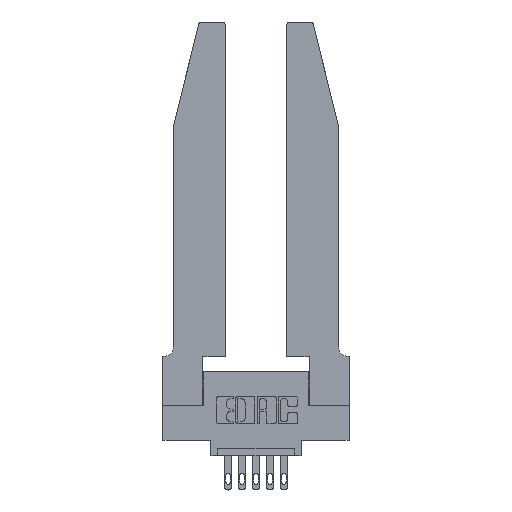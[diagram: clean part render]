
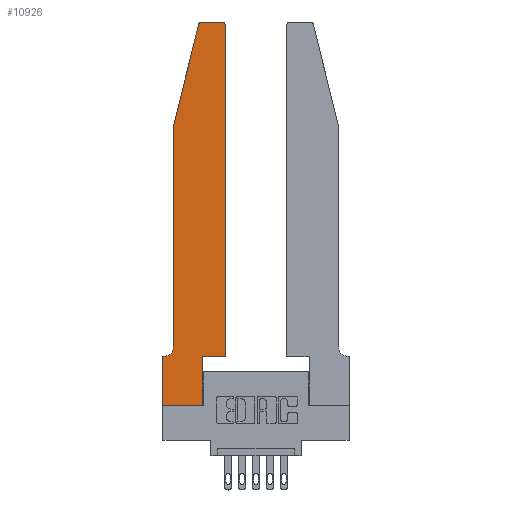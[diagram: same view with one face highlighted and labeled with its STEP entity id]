
A CAD part, top view. The second image highlights one B-rep face of the part: STEP entity #10926.
In plain terms, the highlighted planar face has unit normal (0, 0, 1).
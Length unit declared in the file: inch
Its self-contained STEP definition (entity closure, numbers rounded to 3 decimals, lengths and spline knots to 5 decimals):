
#16 = ORIENTED_EDGE ( 'NONE', *, *, #8113, .T. ) ;
#27 = ORIENTED_EDGE ( 'NONE', *, *, #5921, .T. ) ;
#238 = CARTESIAN_POINT ( 'NONE',  ( 0.2865, 0.35, 0.37 ) ) ;
#256 = CARTESIAN_POINT ( 'NONE',  ( 0.4505, 0.35, 0.37 ) ) ;
#300 = CARTESIAN_POINT ( 'NONE',  ( 0.4205, 2.75, 0.37 ) ) ;
#421 = EDGE_CURVE ( 'NONE', #5505, #9839, #1452, .T. ) ;
#453 = CARTESIAN_POINT ( 'NONE',  ( 0.0755, 2., 0.37 ) ) ;
#588 = EDGE_CURVE ( 'NONE', #13105, #3790, #9201, .T. ) ;
#1357 = LINE ( 'NONE', #4304, #8772 ) ;
#1452 = LINE ( 'NONE', #13360, #12293 ) ;
#1496 = ORIENTED_EDGE ( 'NONE', *, *, #588, .T. ) ;
#1577 = DIRECTION ( 'NONE',  ( 1., 0., 0. ) ) ;
#1626 = CARTESIAN_POINT ( 'NONE',  ( 0.4505, 2.72, 0.37 ) ) ;
#1782 = LINE ( 'NONE', #238, #3095 ) ;
#1787 = DIRECTION ( 'NONE',  ( 0., 0., 1. ) ) ;
#1887 = CARTESIAN_POINT ( 'NONE',  ( 0.4205, 2.72, 0.37 ) ) ;
#2134 = LINE ( 'NONE', #10033, #7716 ) ;
#2201 = VECTOR ( 'NONE', #1577, 39.37008 ) ;
#2265 = CARTESIAN_POINT ( 'NONE',  ( 0.4505, 0.35, 0.37 ) ) ;
#2686 = ORIENTED_EDGE ( 'NONE', *, *, #10622, .T. ) ;
#2739 = EDGE_CURVE ( 'NONE', #5974, #10528, #8740, .T. ) ;
#3035 = LINE ( 'NONE', #4088, #5168 ) ;
#3095 = VECTOR ( 'NONE', #8605, 39.37008 ) ;
#3415 = DIRECTION ( 'NONE',  ( 0., 1., 0. ) ) ;
#3785 = DIRECTION ( 'NONE',  ( 0., 0., 1. ) ) ;
#3790 = VERTEX_POINT ( 'NONE', #1626 ) ;
#4042 = VECTOR ( 'NONE', #10070, 39.37008 ) ;
#4066 = CARTESIAN_POINT ( 'NONE',  ( 0.284, 2.72, 0.37 ) ) ;
#4088 = CARTESIAN_POINT ( 'NONE',  ( 0.0755, 0.35, 0.37 ) ) ;
#4141 = FACE_OUTER_BOUND ( 'NONE', #12469, .T. ) ;
#4145 = ORIENTED_EDGE ( 'NONE', *, *, #13200, .T. ) ;
#4304 = CARTESIAN_POINT ( 'NONE',  ( 0.4505, 0.35, 0.37 ) ) ;
#4434 = EDGE_CURVE ( 'NONE', #5169, #10358, #2134, .T. ) ;
#4527 = DIRECTION ( 'NONE',  ( 1., 0., 0. ) ) ;
#4686 = LINE ( 'NONE', #6759, #4042 ) ;
#4904 = AXIS2_PLACEMENT_3D ( 'NONE', #1887, #1787, #11358 ) ;
#4964 = VERTEX_POINT ( 'NONE', #8732 ) ;
#5165 = ORIENTED_EDGE ( 'NONE', *, *, #10402, .T. ) ;
#5168 = VECTOR ( 'NONE', #13553, 39.37008 ) ;
#5169 = VERTEX_POINT ( 'NONE', #453 ) ;
#5447 = CARTESIAN_POINT ( 'NONE',  ( 0.0055, 0.42, 0.37 ) ) ;
#5505 = VERTEX_POINT ( 'NONE', #11441 ) ;
#5861 = CARTESIAN_POINT ( 'NONE',  ( 0.0755, 0.42, 0.37 ) ) ;
#5870 = PLANE ( 'NONE',  #11574 ) ;
#5921 = EDGE_CURVE ( 'NONE', #10528, #5169, #11269, .T. ) ;
#5974 = VERTEX_POINT ( 'NONE', #11202 ) ;
#5978 = LINE ( 'NONE', #10990, #2201 ) ;
#6056 = VECTOR ( 'NONE', #3415, 39.37008 ) ;
#6060 = DIRECTION ( 'NONE',  ( 0., -1., 0. ) ) ;
#6128 = ORIENTED_EDGE ( 'NONE', *, *, #9449, .T. ) ;
#6453 = EDGE_CURVE ( 'NONE', #10358, #4964, #10311, .T. ) ;
#6675 = CARTESIAN_POINT ( 'NONE',  ( 0.2865, 0.35, 0.37 ) ) ;
#6759 = CARTESIAN_POINT ( 'NONE',  ( 0.2605, 2.75, 0.37 ) ) ;
#7716 = VECTOR ( 'NONE', #7959, 39.37008 ) ;
#7907 = ORIENTED_EDGE ( 'NONE', *, *, #421, .T. ) ;
#7959 = DIRECTION ( 'NONE',  ( 0., -1., 0. ) ) ;
#7968 = VERTEX_POINT ( 'NONE', #6675 ) ;
#8014 = CARTESIAN_POINT ( 'NONE',  ( 0., 0.35, 0.37 ) ) ;
#8113 = EDGE_CURVE ( 'NONE', #10593, #5974, #4686, .T. ) ;
#8144 = ORIENTED_EDGE ( 'NONE', *, *, #12750, .T. ) ;
#8178 = VECTOR ( 'NONE', #12220, 39.37008 ) ;
#8449 = CARTESIAN_POINT ( 'NONE',  ( 0.25487, 2.72718, 0.37 ) ) ;
#8605 = DIRECTION ( 'NONE',  ( 0., 1., 0. ) ) ;
#8721 = DIRECTION ( 'NONE',  ( 0., 0., -1. ) ) ;
#8732 = CARTESIAN_POINT ( 'NONE',  ( 0.0055, 0.35, 0.37 ) ) ;
#8740 = CIRCLE ( 'NONE', #9853, 0.03 ) ;
#8772 = VECTOR ( 'NONE', #4527, 39.37008 ) ;
#8825 = DIRECTION ( 'NONE',  ( -1., 0., 0. ) ) ;
#8920 = CARTESIAN_POINT ( 'NONE',  ( 0., 0., 0.37 ) ) ;
#8953 = CARTESIAN_POINT ( 'NONE',  ( 0.0755, 2., 0.37 ) ) ;
#9097 = DIRECTION ( 'NONE',  ( 1., 0., 0. ) ) ;
#9201 = LINE ( 'NONE', #256, #6056 ) ;
#9208 = AXIS2_PLACEMENT_3D ( 'NONE', #5447, #8721, #8825 ) ;
#9222 = CIRCLE ( 'NONE', #4904, 0.03 ) ;
#9449 = EDGE_CURVE ( 'NONE', #4964, #5505, #3035, .T. ) ;
#9754 = ORIENTED_EDGE ( 'NONE', *, *, #2739, .T. ) ;
#9839 = VERTEX_POINT ( 'NONE', #8920 ) ;
#9853 = AXIS2_PLACEMENT_3D ( 'NONE', #4066, #11298, #10290 ) ;
#10033 = CARTESIAN_POINT ( 'NONE',  ( 0.0755, 2., 0.37 ) ) ;
#10070 = DIRECTION ( 'NONE',  ( -1., 0., 0. ) ) ;
#10229 = CARTESIAN_POINT ( 'NONE',  ( 0.2865, 0., 0.37 ) ) ;
#10290 = DIRECTION ( 'NONE',  ( 1., 0., 0. ) ) ;
#10311 = CIRCLE ( 'NONE', #9208, 0.07 ) ;
#10358 = VERTEX_POINT ( 'NONE', #5861 ) ;
#10402 = EDGE_CURVE ( 'NONE', #9839, #12941, #5978, .T. ) ;
#10528 = VERTEX_POINT ( 'NONE', #8449 ) ;
#10593 = VERTEX_POINT ( 'NONE', #300 ) ;
#10622 = EDGE_CURVE ( 'NONE', #7968, #13105, #1357, .T. ) ;
#10926 = ADVANCED_FACE ( 'NONE', ( #4141 ), #5870, .T. ) ;
#10990 = CARTESIAN_POINT ( 'NONE',  ( 0., 0., 0.37 ) ) ;
#11202 = CARTESIAN_POINT ( 'NONE',  ( 0.284, 2.75, 0.37 ) ) ;
#11269 = LINE ( 'NONE', #8953, #8178 ) ;
#11298 = DIRECTION ( 'NONE',  ( 0., 0., 1. ) ) ;
#11358 = DIRECTION ( 'NONE',  ( 1., 0., 0. ) ) ;
#11441 = CARTESIAN_POINT ( 'NONE',  ( 0., 0.35, 0.37 ) ) ;
#11574 = AXIS2_PLACEMENT_3D ( 'NONE', #8014, #3785, #9097 ) ;
#12220 = DIRECTION ( 'NONE',  ( -0.239, -0.971, 0. ) ) ;
#12293 = VECTOR ( 'NONE', #6060, 39.37008 ) ;
#12469 = EDGE_LOOP ( 'NONE', ( #16, #9754, #27, #12857, #12519, #6128, #7907, #5165, #4145, #2686, #1496, #8144 ) ) ;
#12519 = ORIENTED_EDGE ( 'NONE', *, *, #6453, .T. ) ;
#12750 = EDGE_CURVE ( 'NONE', #3790, #10593, #9222, .T. ) ;
#12857 = ORIENTED_EDGE ( 'NONE', *, *, #4434, .T. ) ;
#12941 = VERTEX_POINT ( 'NONE', #10229 ) ;
#13105 = VERTEX_POINT ( 'NONE', #2265 ) ;
#13200 = EDGE_CURVE ( 'NONE', #12941, #7968, #1782, .T. ) ;
#13360 = CARTESIAN_POINT ( 'NONE',  ( 0., 0., 0.37 ) ) ;
#13553 = DIRECTION ( 'NONE',  ( -1., 0., 0. ) ) ;
